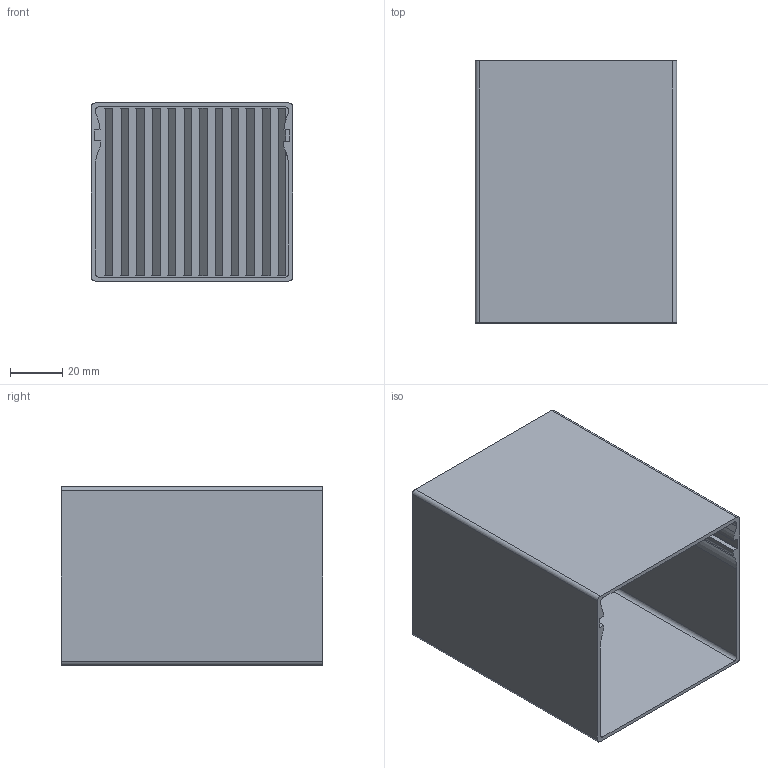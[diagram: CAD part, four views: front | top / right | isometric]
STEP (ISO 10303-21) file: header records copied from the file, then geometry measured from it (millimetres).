
FILE_DESCRIPTION(/* description */ (''),/* implementation_level */ '2;1');
FILE_NAME(/* name */ 'exterior_top.step',/* time_stamp */ '2023-11-26T11:19:18-05:00',/* author */ (''),/* organization */ (''),/* preprocessor_version */ 'ST-DEVELOPER v20',/* originating_system */ 'Autodesk Translation Framework v12.14.0.127',/* authorisation */ '');
FILE_SCHEMA (('AUTOMOTIVE_DESIGN { 1 0 10303 214 3 1 1 }'));
Length unit declared in the file: millimetre
Products named in the file (3): component_pi; exterior; exterior-TOP
Assembly tree (2 placements, depth 3):
  component_pi
    exterior
      exterior-TOP
Bounding box: 76.85 x 100 x 68 mm (x, y, z)
Volume: 56130.4 mm3; surface area: 71116.7 mm2
Topology: 1 solids, 1 shells, 98 faces, 284 edges, 188 vertices
Faces by surface type: plane 82, cylinder 16
Entity records: 3310 total; most frequent: CARTESIAN_POINT 575, ORIENTED_EDGE 568, DIRECTION 523, EDGE_CURVE 284, LINE 251, VECTOR 251, VERTEX_POINT 188, AXIS2_PLACEMENT_3D 136
